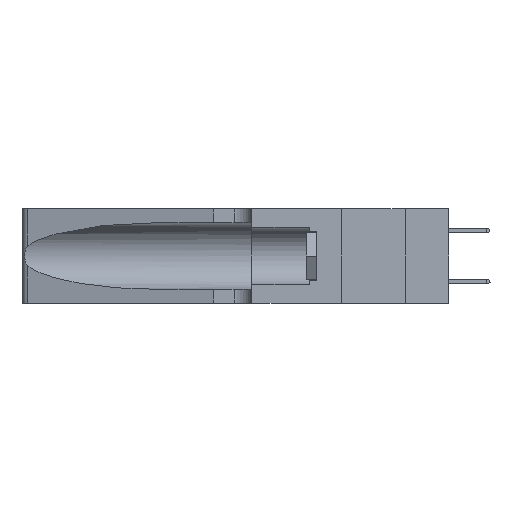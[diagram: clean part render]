
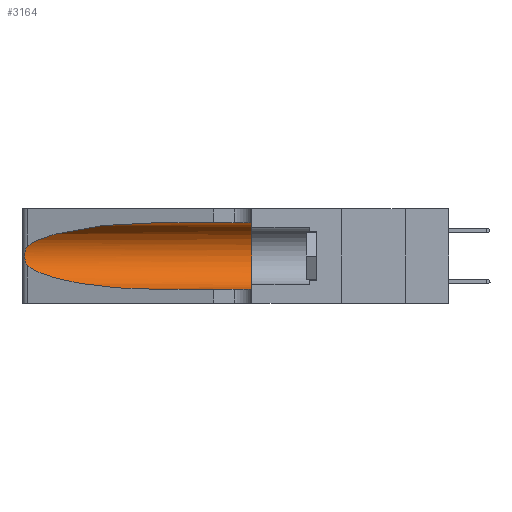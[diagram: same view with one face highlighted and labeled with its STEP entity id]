
A CAD part, left-side view. The second image highlights one B-rep face of the part: STEP entity #3164.
In plain terms, the highlighted cylindrical face has radius 3.308 mm (diameter 6.617 mm), a partial arc.
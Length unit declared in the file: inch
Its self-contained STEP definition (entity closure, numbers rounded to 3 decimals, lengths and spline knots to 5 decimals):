
#154 = ORIENTED_EDGE ( 'NONE', *, *, #17064, .T. ) ;
#168 = DIRECTION ( 'NONE',  ( 0., 0., 1. ) ) ;
#454 = DIRECTION ( 'NONE',  ( 0., 0., -1. ) ) ;
#913 = VERTEX_POINT ( 'NONE', #18671 ) ;
#956 = ORIENTED_EDGE ( 'NONE', *, *, #3867, .T. ) ;
#1010 = CARTESIAN_POINT ( 'NONE',  ( 0.25639, 1.23186, 0.15144 ) ) ;
#1088 = CARTESIAN_POINT ( 'NONE',  ( 0.26017, 1.23833, 0.17102 ) ) ;
#1102 = CARTESIAN_POINT ( 'NONE',  ( 0.18966, 0.96281, 0.05475 ) ) ;
#1499 =( BOUNDED_CURVE ( )  B_SPLINE_CURVE ( 3, ( #16887, #13608, #13683, #15451 ),
 .UNSPECIFIED., .F., .T. ) 
 B_SPLINE_CURVE_WITH_KNOTS ( ( 4, 4 ),
 ( 1.5708, 2.84003 ),
 .UNSPECIFIED. ) 
 CURVE ( )  GEOMETRIC_REPRESENTATION_ITEM ( )  RATIONAL_B_SPLINE_CURVE ( ( 1., 0.87, 0.87, 1. ) ) 
 REPRESENTATION_ITEM ( '' )  );
#1617 = CARTESIAN_POINT ( 'NONE',  ( 0.1305, 0.35, 0.05475 ) ) ;
#2126 = VERTEX_POINT ( 'NONE', #3153 ) ;
#2809 = CARTESIAN_POINT ( 'NONE',  ( 0.25787, 1.23484, 0.2124 ) ) ;
#2997 = ORIENTED_EDGE ( 'NONE', *, *, #4652, .T. ) ;
#3153 = CARTESIAN_POINT ( 'NONE',  ( 0.25487, 1.22718, 0.22369 ) ) ;
#3164 = ADVANCED_FACE ( 'NONE', ( #9278 ), #6972, .F. ) ;
#3276 =( BOUNDED_CURVE ( )  B_SPLINE_CURVE ( 3, ( #16328, #16402, #1102, #4416 ),
 .UNSPECIFIED., .F., .F. ) 
 B_SPLINE_CURVE_WITH_KNOTS ( ( 4, 4 ),
 ( 3.44316, 4.71239 ),
 .UNSPECIFIED. ) 
 CURVE ( )  GEOMETRIC_REPRESENTATION_ITEM ( )  RATIONAL_B_SPLINE_CURVE ( ( 1., 0.87, 0.87, 1. ) ) 
 REPRESENTATION_ITEM ( '' )  );
#3867 = EDGE_CURVE ( 'NONE', #10390, #11429, #19479, .T. ) ;
#3884 = DIRECTION ( 'NONE',  ( 0., -1., 0. ) ) ;
#4416 = CARTESIAN_POINT ( 'NONE',  ( 0.1305, 0.72297, 0.05475 ) ) ;
#4652 = EDGE_CURVE ( 'NONE', #2126, #913, #15829, .T. ) ;
#5377 = CARTESIAN_POINT ( 'NONE',  ( 0.1305, 0.35, 0.185 ) ) ;
#5763 = VERTEX_POINT ( 'NONE', #19699 ) ;
#6014 = CARTESIAN_POINT ( 'NONE',  ( 0.1305, 0.35, 0.31525 ) ) ;
#6143 = ORIENTED_EDGE ( 'NONE', *, *, #13111, .F. ) ;
#6182 = CARTESIAN_POINT ( 'NONE',  ( 0.25487, 1.22718, 0.22369 ) ) ;
#6256 = CARTESIAN_POINT ( 'NONE',  ( 0.25555, 1.22993, 0.14849 ) ) ;
#6410 = CARTESIAN_POINT ( 'NONE',  ( 0.25789, 1.23486, 0.15765 ) ) ;
#6972 = CYLINDRICAL_SURFACE ( 'NONE', #19764, 0.13025 ) ;
#7164 = ORIENTED_EDGE ( 'NONE', *, *, #21563, .T. ) ;
#7775 = CARTESIAN_POINT ( 'NONE',  ( 0.25854, 1.2359, 0.20912 ) ) ;
#7838 = CARTESIAN_POINT ( 'NONE',  ( 0.26075, 1.23896, 0.178 ) ) ;
#8819 = LINE ( 'NONE', #17246, #19840 ) ;
#9278 = FACE_OUTER_BOUND ( 'NONE', #16953, .T. ) ;
#9562 = CARTESIAN_POINT ( 'NONE',  ( 0.26075, 1.23896, 0.19203 ) ) ;
#10263 = DIRECTION ( 'NONE',  ( 0., -1., 0. ) ) ;
#10390 = VERTEX_POINT ( 'NONE', #13890 ) ;
#11003 = CARTESIAN_POINT ( 'NONE',  ( 0.26018, 1.23835, 0.19895 ) ) ;
#11429 = VERTEX_POINT ( 'NONE', #1617 ) ;
#12457 = ORIENTED_EDGE ( 'NONE', *, *, #19727, .F. ) ;
#12818 = CIRCLE ( 'NONE', #19540, 0.13025 ) ;
#13111 = EDGE_CURVE ( 'NONE', #5763, #20473, #8819, .T. ) ;
#13423 = VECTOR ( 'NONE', #13880, 39.37008 ) ;
#13608 = CARTESIAN_POINT ( 'NONE',  ( 0.18966, 0.96281, 0.31525 ) ) ;
#13683 = CARTESIAN_POINT ( 'NONE',  ( 0.2373, 1.15595, 0.28018 ) ) ;
#13786 = DIRECTION ( 'NONE',  ( 0., 1., 0. ) ) ;
#13880 = DIRECTION ( 'NONE',  ( 0., -1., 0. ) ) ;
#13890 = CARTESIAN_POINT ( 'NONE',  ( 0.1305, 0.72297, 0.05475 ) ) ;
#15451 = CARTESIAN_POINT ( 'NONE',  ( 0.25487, 1.22718, 0.22369 ) ) ;
#15829 = B_SPLINE_CURVE_WITH_KNOTS ( 'NONE', 3,
 ( #6182, #19676, #19748, #2809, #7775, #11003, #9562, #7838, #1088, #19520, #6410, #1010, #6256, #21341 ),
 .UNSPECIFIED., .F., .F.,
 ( 4, 2, 2, 2, 2, 2, 4 ),
 ( 0., 0.00027, 0.00053, 0.00107, 0.0016, 0.00187, 0.00214 ),
 .UNSPECIFIED. ) ;
#16328 = CARTESIAN_POINT ( 'NONE',  ( 0.25487, 1.22718, 0.14631 ) ) ;
#16402 = CARTESIAN_POINT ( 'NONE',  ( 0.2373, 1.15595, 0.08982 ) ) ;
#16887 = CARTESIAN_POINT ( 'NONE',  ( 0.1305, 0.72297, 0.31525 ) ) ;
#16953 = EDGE_LOOP ( 'NONE', ( #7164, #2997, #154, #956, #12457, #6143 ) ) ;
#17064 = EDGE_CURVE ( 'NONE', #913, #10390, #3276, .T. ) ;
#17246 = CARTESIAN_POINT ( 'NONE',  ( 0.1305, 1.61858, 0.31525 ) ) ;
#18671 = CARTESIAN_POINT ( 'NONE',  ( 0.25487, 1.22718, 0.14631 ) ) ;
#19119 = CARTESIAN_POINT ( 'NONE',  ( 0.1305, 1.61858, 0.05475 ) ) ;
#19239 = CARTESIAN_POINT ( 'NONE',  ( 0.1305, 1.61858, 0.185 ) ) ;
#19479 = LINE ( 'NONE', #19119, #13423 ) ;
#19520 = CARTESIAN_POINT ( 'NONE',  ( 0.25856, 1.23593, 0.16098 ) ) ;
#19540 = AXIS2_PLACEMENT_3D ( 'NONE', #5377, #13786, #168 ) ;
#19676 = CARTESIAN_POINT ( 'NONE',  ( 0.25555, 1.22994, 0.2215 ) ) ;
#19699 = CARTESIAN_POINT ( 'NONE',  ( 0.1305, 0.72297, 0.31525 ) ) ;
#19727 = EDGE_CURVE ( 'NONE', #20473, #11429, #12818, .T. ) ;
#19748 = CARTESIAN_POINT ( 'NONE',  ( 0.25639, 1.23184, 0.21858 ) ) ;
#19764 = AXIS2_PLACEMENT_3D ( 'NONE', #19239, #10263, #454 ) ;
#19840 = VECTOR ( 'NONE', #3884, 39.37008 ) ;
#20473 = VERTEX_POINT ( 'NONE', #6014 ) ;
#21341 = CARTESIAN_POINT ( 'NONE',  ( 0.25487, 1.22718, 0.14631 ) ) ;
#21563 = EDGE_CURVE ( 'NONE', #5763, #2126, #1499, .T. ) ;
